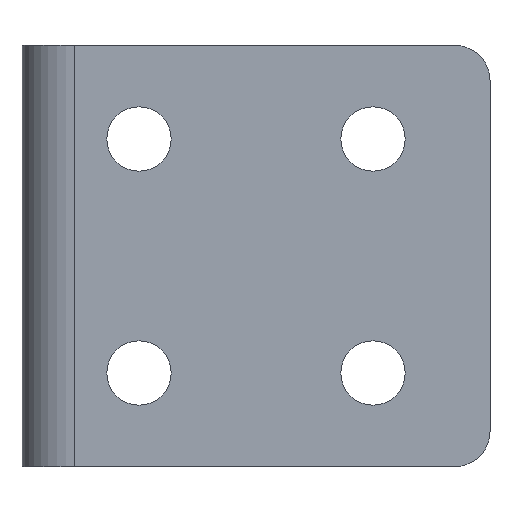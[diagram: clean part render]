
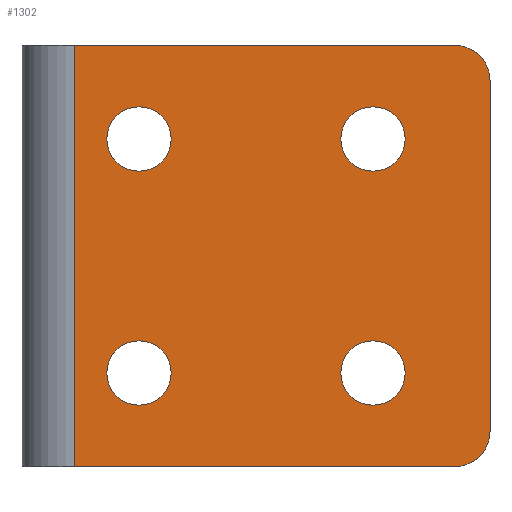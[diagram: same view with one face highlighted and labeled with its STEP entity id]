
A CAD part, front view. The second image highlights one B-rep face of the part: STEP entity #1302.
In plain terms, the highlighted planar face has unit normal (0, -1, 0).
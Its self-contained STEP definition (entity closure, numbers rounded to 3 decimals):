
#37 = DIRECTION ( 'NONE',  ( 0., 0., -1. ) ) ;
#49 = CARTESIAN_POINT ( 'NONE',  ( 40., 0., 18. ) ) ;
#54 = ORIENTED_EDGE ( 'NONE', *, *, #1143, .F. ) ;
#78 = CARTESIAN_POINT ( 'NONE',  ( 10., 0., -10. ) ) ;
#80 = LINE ( 'NONE', #1038, #393 ) ;
#123 = DIRECTION ( 'NONE',  ( 0., -1., 0. ) ) ;
#130 = CARTESIAN_POINT ( 'NONE',  ( 12.75, 0., 10. ) ) ;
#144 = FACE_BOUND ( 'NONE', #517, .T. ) ;
#164 = CARTESIAN_POINT ( 'NONE',  ( 4.5, 0., -18. ) ) ;
#166 = DIRECTION ( 'NONE',  ( 0., -1., 0. ) ) ;
#171 = DIRECTION ( 'NONE',  ( 0., -1., 0. ) ) ;
#173 = CARTESIAN_POINT ( 'NONE',  ( 30., 0., 10. ) ) ;
#194 = LINE ( 'NONE', #404, #471 ) ;
#196 = CIRCLE ( 'NONE', #1044, 2.75 ) ;
#198 = CARTESIAN_POINT ( 'NONE',  ( 12.75, 0., -10. ) ) ;
#235 = EDGE_LOOP ( 'NONE', ( #828, #784, #1357, #525, #1214, #723 ) ) ;
#237 = EDGE_CURVE ( 'NONE', #725, #558, #260, .T. ) ;
#247 = CARTESIAN_POINT ( 'NONE',  ( 7.25, 0., 10. ) ) ;
#260 = LINE ( 'NONE', #49, #485 ) ;
#265 = CIRCLE ( 'NONE', #841, 2.75 ) ;
#288 = AXIS2_PLACEMENT_3D ( 'NONE', #173, #707, #573 ) ;
#293 = EDGE_CURVE ( 'NONE', #1258, #558, #597, .T. ) ;
#302 = VERTEX_POINT ( 'NONE', #347 ) ;
#307 = AXIS2_PLACEMENT_3D ( 'NONE', #1239, #166, #585 ) ;
#308 = CARTESIAN_POINT ( 'NONE',  ( 30., 0., -10. ) ) ;
#309 = CARTESIAN_POINT ( 'NONE',  ( 4.5, 0., 18. ) ) ;
#311 = EDGE_CURVE ( 'NONE', #725, #550, #892, .T. ) ;
#323 = VERTEX_POINT ( 'NONE', #247 ) ;
#331 = CARTESIAN_POINT ( 'NONE',  ( 30., 0., 10. ) ) ;
#341 = CIRCLE ( 'NONE', #1378, 2.75 ) ;
#347 = CARTESIAN_POINT ( 'NONE',  ( 37., 0., -18. ) ) ;
#348 = FACE_BOUND ( 'NONE', #890, .T. ) ;
#357 = CARTESIAN_POINT ( 'NONE',  ( 37., 0., 15. ) ) ;
#387 = AXIS2_PLACEMENT_3D ( 'NONE', #308, #632, #863 ) ;
#393 = VECTOR ( 'NONE', #1256, 1000. ) ;
#404 = CARTESIAN_POINT ( 'NONE',  ( 40., 0., -18. ) ) ;
#421 = EDGE_CURVE ( 'NONE', #1291, #818, #196, .T. ) ;
#422 = VERTEX_POINT ( 'NONE', #130 ) ;
#423 = EDGE_LOOP ( 'NONE', ( #941, #54 ) ) ;
#436 = DIRECTION ( 'NONE',  ( 0., -1., 0. ) ) ;
#438 = EDGE_CURVE ( 'NONE', #323, #422, #1024, .T. ) ;
#444 = EDGE_LOOP ( 'NONE', ( #451, #608 ) ) ;
#451 = ORIENTED_EDGE ( 'NONE', *, *, #612, .F. ) ;
#456 = EDGE_CURVE ( 'NONE', #1021, #1002, #265, .T. ) ;
#461 = ORIENTED_EDGE ( 'NONE', *, *, #649, .F. ) ;
#471 = VECTOR ( 'NONE', #492, 1000. ) ;
#485 = VECTOR ( 'NONE', #1339, 1000. ) ;
#488 = CARTESIAN_POINT ( 'NONE',  ( 4.5, 0., -18. ) ) ;
#492 = DIRECTION ( 'NONE',  ( 1., 0., 0. ) ) ;
#510 = DIRECTION ( 'NONE',  ( 0., 0., -1. ) ) ;
#514 = ORIENTED_EDGE ( 'NONE', *, *, #456, .F. ) ;
#517 = EDGE_LOOP ( 'NONE', ( #461, #929 ) ) ;
#525 = ORIENTED_EDGE ( 'NONE', *, *, #293, .T. ) ;
#550 = VERTEX_POINT ( 'NONE', #488 ) ;
#558 = VERTEX_POINT ( 'NONE', #898 ) ;
#562 = CARTESIAN_POINT ( 'NONE',  ( 40., 0., -18. ) ) ;
#573 = DIRECTION ( 'NONE',  ( 0., 0., -1. ) ) ;
#576 = DIRECTION ( 'NONE',  ( 1., 0., 0. ) ) ;
#583 = DIRECTION ( 'NONE',  ( 1., 0., 0. ) ) ;
#584 = DIRECTION ( 'NONE',  ( 0., -1., 0. ) ) ;
#585 = DIRECTION ( 'NONE',  ( 0., 0., -1. ) ) ;
#597 = CIRCLE ( 'NONE', #1134, 3. ) ;
#603 = CIRCLE ( 'NONE', #1067, 2.75 ) ;
#608 = ORIENTED_EDGE ( 'NONE', *, *, #421, .F. ) ;
#612 = EDGE_CURVE ( 'NONE', #818, #1291, #646, .T. ) ;
#620 = DIRECTION ( 'NONE',  ( 0., -1., 0. ) ) ;
#632 = DIRECTION ( 'NONE',  ( 0., -1., 0. ) ) ;
#640 = EDGE_CURVE ( 'NONE', #550, #302, #194, .T. ) ;
#642 = VERTEX_POINT ( 'NONE', #1362 ) ;
#646 = CIRCLE ( 'NONE', #288, 2.75 ) ;
#649 = EDGE_CURVE ( 'NONE', #422, #323, #603, .T. ) ;
#650 = CARTESIAN_POINT ( 'NONE',  ( 32.75, 0., 10. ) ) ;
#689 = DIRECTION ( 'NONE',  ( 0., -1., 0. ) ) ;
#700 = CARTESIAN_POINT ( 'NONE',  ( 27.25, 0., -10. ) ) ;
#707 = DIRECTION ( 'NONE',  ( 0., -1., 0. ) ) ;
#723 = ORIENTED_EDGE ( 'NONE', *, *, #311, .T. ) ;
#725 = VERTEX_POINT ( 'NONE', #309 ) ;
#728 = CARTESIAN_POINT ( 'NONE',  ( 10., 0., 10. ) ) ;
#737 = VERTEX_POINT ( 'NONE', #1381 ) ;
#745 = EDGE_CURVE ( 'NONE', #737, #1258, #80, .T. ) ;
#775 = ORIENTED_EDGE ( 'NONE', *, *, #1267, .F. ) ;
#777 = DIRECTION ( 'NONE',  ( 0., 0., -1. ) ) ;
#784 = ORIENTED_EDGE ( 'NONE', *, *, #1356, .T. ) ;
#786 = PLANE ( 'NONE',  #1287 ) ;
#792 = DIRECTION ( 'NONE',  ( 1., 0., 0. ) ) ;
#803 = CARTESIAN_POINT ( 'NONE',  ( 37., 0., -15. ) ) ;
#816 = AXIS2_PLACEMENT_3D ( 'NONE', #803, #171, #576 ) ;
#818 = VERTEX_POINT ( 'NONE', #650 ) ;
#828 = ORIENTED_EDGE ( 'NONE', *, *, #640, .T. ) ;
#832 = DIRECTION ( 'NONE',  ( 0., 0., -1. ) ) ;
#837 = DIRECTION ( 'NONE',  ( 0., -1., 0. ) ) ;
#841 = AXIS2_PLACEMENT_3D ( 'NONE', #1305, #969, #1283 ) ;
#858 = CARTESIAN_POINT ( 'NONE',  ( 10., 0., 10. ) ) ;
#863 = DIRECTION ( 'NONE',  ( 0., 0., -1. ) ) ;
#886 = CARTESIAN_POINT ( 'NONE',  ( 32.75, 0., -10. ) ) ;
#890 = EDGE_LOOP ( 'NONE', ( #775, #514 ) ) ;
#892 = LINE ( 'NONE', #164, #1043 ) ;
#898 = CARTESIAN_POINT ( 'NONE',  ( 37., 0., 18. ) ) ;
#909 = FACE_BOUND ( 'NONE', #444, .T. ) ;
#914 = AXIS2_PLACEMENT_3D ( 'NONE', #858, #123, #37 ) ;
#916 = CIRCLE ( 'NONE', #307, 2.75 ) ;
#929 = ORIENTED_EDGE ( 'NONE', *, *, #438, .F. ) ;
#941 = ORIENTED_EDGE ( 'NONE', *, *, #1039, .F. ) ;
#969 = DIRECTION ( 'NONE',  ( 0., -1., 0. ) ) ;
#1002 = VERTEX_POINT ( 'NONE', #886 ) ;
#1021 = VERTEX_POINT ( 'NONE', #700 ) ;
#1024 = CIRCLE ( 'NONE', #914, 2.75 ) ;
#1038 = CARTESIAN_POINT ( 'NONE',  ( 40., 0., -18. ) ) ;
#1039 = EDGE_CURVE ( 'NONE', #1066, #642, #916, .T. ) ;
#1043 = VECTOR ( 'NONE', #777, 1000. ) ;
#1044 = AXIS2_PLACEMENT_3D ( 'NONE', #331, #436, #1100 ) ;
#1066 = VERTEX_POINT ( 'NONE', #198 ) ;
#1067 = AXIS2_PLACEMENT_3D ( 'NONE', #728, #620, #832 ) ;
#1100 = DIRECTION ( 'NONE',  ( 0., 0., -1. ) ) ;
#1130 = CIRCLE ( 'NONE', #816, 3. ) ;
#1134 = AXIS2_PLACEMENT_3D ( 'NONE', #357, #689, #583 ) ;
#1143 = EDGE_CURVE ( 'NONE', #642, #1066, #341, .T. ) ;
#1183 = CARTESIAN_POINT ( 'NONE',  ( 27.25, 0., 10. ) ) ;
#1214 = ORIENTED_EDGE ( 'NONE', *, *, #237, .F. ) ;
#1224 = FACE_BOUND ( 'NONE', #423, .T. ) ;
#1233 = FACE_OUTER_BOUND ( 'NONE', #235, .T. ) ;
#1239 = CARTESIAN_POINT ( 'NONE',  ( 10., 0., -10. ) ) ;
#1256 = DIRECTION ( 'NONE',  ( 0., 0., 1. ) ) ;
#1258 = VERTEX_POINT ( 'NONE', #1387 ) ;
#1267 = EDGE_CURVE ( 'NONE', #1002, #1021, #1312, .T. ) ;
#1283 = DIRECTION ( 'NONE',  ( 0., 0., -1. ) ) ;
#1287 = AXIS2_PLACEMENT_3D ( 'NONE', #562, #584, #792 ) ;
#1291 = VERTEX_POINT ( 'NONE', #1183 ) ;
#1302 = ADVANCED_FACE ( 'NONE', ( #1224, #909, #348, #144, #1233 ), #786, .T. ) ;
#1305 = CARTESIAN_POINT ( 'NONE',  ( 30., 0., -10. ) ) ;
#1312 = CIRCLE ( 'NONE', #387, 2.75 ) ;
#1339 = DIRECTION ( 'NONE',  ( 1., 0., 0. ) ) ;
#1356 = EDGE_CURVE ( 'NONE', #302, #737, #1130, .T. ) ;
#1357 = ORIENTED_EDGE ( 'NONE', *, *, #745, .T. ) ;
#1362 = CARTESIAN_POINT ( 'NONE',  ( 7.25, 0., -10. ) ) ;
#1378 = AXIS2_PLACEMENT_3D ( 'NONE', #78, #837, #510 ) ;
#1381 = CARTESIAN_POINT ( 'NONE',  ( 40., 0., -15. ) ) ;
#1387 = CARTESIAN_POINT ( 'NONE',  ( 40., 0., 15. ) ) ;
